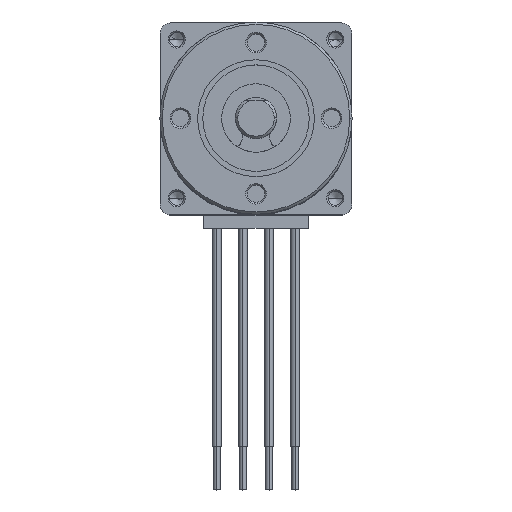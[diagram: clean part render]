
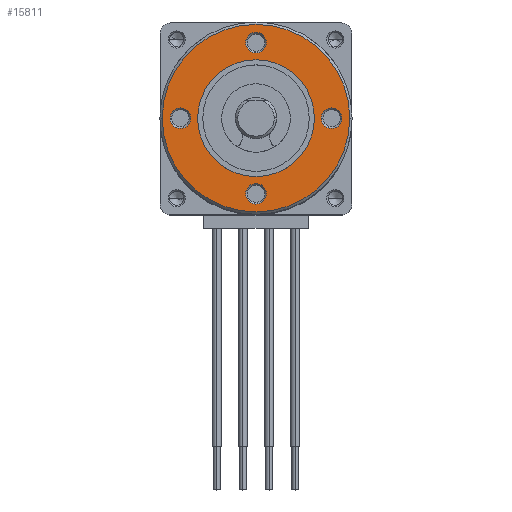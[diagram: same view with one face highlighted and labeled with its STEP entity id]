
A CAD part, top view. The second image highlights one B-rep face of the part: STEP entity #15811.
In plain terms, the highlighted planar face has unit normal (0, 0, 1).
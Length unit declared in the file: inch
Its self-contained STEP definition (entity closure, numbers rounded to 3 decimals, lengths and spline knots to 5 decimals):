
#54 = CIRCLE ( 'NONE', #99, 0.05906 ) ;
#99 = AXIS2_PLACEMENT_3D ( 'NONE', #5111, #5112, #5113 ) ;
#378 = AXIS2_PLACEMENT_3D ( 'NONE', #5888, #5889, #5890 ) ;
#380 = AXIS2_PLACEMENT_3D ( 'NONE', #5885, #5886, #5887 ) ;
#381 = CIRCLE ( 'NONE', #378, 0.33465 ) ;
#382 = AXIS2_PLACEMENT_3D ( 'NONE', #5882, #5883, #5884 ) ;
#383 = CIRCLE ( 'NONE', #380, 0.5374 ) ;
#384 = AXIS2_PLACEMENT_3D ( 'NONE', #5879, #5880, #5881 ) ;
#385 = CIRCLE ( 'NONE', #382, 0.05906 ) ;
#386 = AXIS2_PLACEMENT_3D ( 'NONE', #5876, #5877, #5878 ) ;
#387 = CIRCLE ( 'NONE', #384, 0.05906 ) ;
#388 = AXIS2_PLACEMENT_3D ( 'NONE', #5873, #5874, #5875 ) ;
#389 = CIRCLE ( 'NONE', #386, 0.05906 ) ;
#391 = CIRCLE ( 'NONE', #388, 0.05906 ) ;
#425 = AXIS2_PLACEMENT_3D ( 'NONE', #5266, #5267, #5268 ) ;
#429 = CIRCLE ( 'NONE', #425, 0.33465 ) ;
#481 = AXIS2_PLACEMENT_3D ( 'NONE', #5147, #5148, #5149 ) ;
#485 = CIRCLE ( 'NONE', #514, 0.05906 ) ;
#514 = AXIS2_PLACEMENT_3D ( 'NONE', #5090, #5091, #5092 ) ;
#527 = CIRCLE ( 'NONE', #481, 0.5374 ) ;
#543 = AXIS2_PLACEMENT_3D ( 'NONE', #5069, #5070, #5071 ) ;
#544 = AXIS2_PLACEMENT_3D ( 'NONE', #5132, #5133, #5134 ) ;
#572 = CIRCLE ( 'NONE', #544, 0.05906 ) ;
#573 = CIRCLE ( 'NONE', #543, 0.05906 ) ;
#1171 = CARTESIAN_POINT ( 'NONE',  ( -0.5374, 0., 0. ) ) ;
#1262 = CARTESIAN_POINT ( 'NONE',  ( 0.05906, 0.43307, 0. ) ) ;
#1308 = CARTESIAN_POINT ( 'NONE',  ( -0.37402, 0., 0. ) ) ;
#1312 = CARTESIAN_POINT ( 'NONE',  ( -0.49213, 0., 0. ) ) ;
#1314 = CARTESIAN_POINT ( 'NONE',  ( 0.5374, 0., 0. ) ) ;
#1353 = CARTESIAN_POINT ( 'NONE',  ( 0.05906, -0.43307, 0. ) ) ;
#1355 = CARTESIAN_POINT ( 'NONE',  ( -0.05906, -0.43307, 0. ) ) ;
#1418 = CARTESIAN_POINT ( 'NONE',  ( 0.49213, 0., 0. ) ) ;
#1419 = CARTESIAN_POINT ( 'NONE',  ( -0.05906, 0.43307, 0. ) ) ;
#1424 = CARTESIAN_POINT ( 'NONE',  ( -0.33465, 0., 0. ) ) ;
#1506 = CARTESIAN_POINT ( 'NONE',  ( 0.33465, 0., 0. ) ) ;
#1882 = CARTESIAN_POINT ( 'NONE',  ( 0.37402, 0., 0. ) ) ;
#3609 = FACE_BOUND ( 'NONE', #6588, .T. ) ;
#3624 = FACE_OUTER_BOUND ( 'NONE', #6584, .T. ) ;
#3625 = FACE_BOUND ( 'NONE', #6587, .T. ) ;
#3626 = FACE_BOUND ( 'NONE', #6586, .T. ) ;
#3627 = PLANE ( 'NONE',  #19049 ) ;
#3628 = FACE_BOUND ( 'NONE', #6583, .T. ) ;
#3630 = FACE_BOUND ( 'NONE', #6585, .T. ) ;
#3642 = CARTESIAN_POINT ( 'NONE',  ( 0., 0., 0. ) ) ;
#3643 = DIRECTION ( 'NONE',  ( 0., 0., 1. ) ) ;
#3644 = DIRECTION ( 'NONE',  ( 1., 0., 0. ) ) ;
#4478 = EDGE_CURVE ( 'NONE', #8009, #7778, #573, .T. ) ;
#4485 = EDGE_CURVE ( 'NONE', #10333, #8008, #485, .T. ) ;
#4492 = EDGE_CURVE ( 'NONE', #7918, #7915, #54, .T. ) ;
#4499 = EDGE_CURVE ( 'NONE', #7856, #7850, #572, .T. ) ;
#4504 = EDGE_CURVE ( 'NONE', #7858, #7776, #527, .T. ) ;
#4543 = EDGE_CURVE ( 'NONE', #8096, #8014, #429, .T. ) ;
#4597 = EDGE_CURVE ( 'NONE', #7778, #8009, #391, .T. ) ;
#4598 = EDGE_CURVE ( 'NONE', #8008, #10333, #389, .T. ) ;
#4599 = EDGE_CURVE ( 'NONE', #7915, #7918, #387, .T. ) ;
#4600 = EDGE_CURVE ( 'NONE', #7850, #7856, #385, .T. ) ;
#4601 = EDGE_CURVE ( 'NONE', #7776, #7858, #383, .T. ) ;
#4602 = EDGE_CURVE ( 'NONE', #8014, #8096, #381, .T. ) ;
#5069 = CARTESIAN_POINT ( 'NONE',  ( 0., 0.43307, 0. ) ) ;
#5070 = DIRECTION ( 'NONE',  ( 0., 0., 1. ) ) ;
#5071 = DIRECTION ( 'NONE',  ( 1., 0., 0. ) ) ;
#5090 = CARTESIAN_POINT ( 'NONE',  ( 0.43307, 0., 0. ) ) ;
#5091 = DIRECTION ( 'NONE',  ( 0., 0., 1. ) ) ;
#5092 = DIRECTION ( 'NONE',  ( 1., 0., 0. ) ) ;
#5111 = CARTESIAN_POINT ( 'NONE',  ( 0., -0.43307, 0. ) ) ;
#5112 = DIRECTION ( 'NONE',  ( 0., 0., 1. ) ) ;
#5113 = DIRECTION ( 'NONE',  ( 1., 0., 0. ) ) ;
#5132 = CARTESIAN_POINT ( 'NONE',  ( -0.43307, 0., 0. ) ) ;
#5133 = DIRECTION ( 'NONE',  ( 0., 0., 1. ) ) ;
#5134 = DIRECTION ( 'NONE',  ( 1., 0., 0. ) ) ;
#5147 = CARTESIAN_POINT ( 'NONE',  ( 0., 0., 0. ) ) ;
#5148 = DIRECTION ( 'NONE',  ( 0., 0., 1. ) ) ;
#5149 = DIRECTION ( 'NONE',  ( 1., 0., 0. ) ) ;
#5266 = CARTESIAN_POINT ( 'NONE',  ( 0., 0., 0. ) ) ;
#5267 = DIRECTION ( 'NONE',  ( 0., 0., 1. ) ) ;
#5268 = DIRECTION ( 'NONE',  ( 1., 0., 0. ) ) ;
#5873 = CARTESIAN_POINT ( 'NONE',  ( 0., 0.43307, 0. ) ) ;
#5874 = DIRECTION ( 'NONE',  ( 0., 0., 1. ) ) ;
#5875 = DIRECTION ( 'NONE',  ( 1., 0., 0. ) ) ;
#5876 = CARTESIAN_POINT ( 'NONE',  ( 0.43307, 0., 0. ) ) ;
#5877 = DIRECTION ( 'NONE',  ( 0., 0., 1. ) ) ;
#5878 = DIRECTION ( 'NONE',  ( 1., 0., 0. ) ) ;
#5879 = CARTESIAN_POINT ( 'NONE',  ( 0., -0.43307, 0. ) ) ;
#5880 = DIRECTION ( 'NONE',  ( 0., 0., 1. ) ) ;
#5881 = DIRECTION ( 'NONE',  ( 1., 0., 0. ) ) ;
#5882 = CARTESIAN_POINT ( 'NONE',  ( -0.43307, 0., 0. ) ) ;
#5883 = DIRECTION ( 'NONE',  ( 0., 0., 1. ) ) ;
#5884 = DIRECTION ( 'NONE',  ( 1., 0., 0. ) ) ;
#5885 = CARTESIAN_POINT ( 'NONE',  ( 0., 0., 0. ) ) ;
#5886 = DIRECTION ( 'NONE',  ( 0., 0., 1. ) ) ;
#5887 = DIRECTION ( 'NONE',  ( 1., 0., 0. ) ) ;
#5888 = CARTESIAN_POINT ( 'NONE',  ( 0., 0., 0. ) ) ;
#5889 = DIRECTION ( 'NONE',  ( 0., 0., 1. ) ) ;
#5890 = DIRECTION ( 'NONE',  ( 1., 0., 0. ) ) ;
#5976 = ORIENTED_EDGE ( 'NONE', *, *, #4543, .F. ) ;
#5977 = ORIENTED_EDGE ( 'NONE', *, *, #4602, .F. ) ;
#5978 = ORIENTED_EDGE ( 'NONE', *, *, #4504, .T. ) ;
#5979 = ORIENTED_EDGE ( 'NONE', *, *, #4601, .T. ) ;
#5980 = ORIENTED_EDGE ( 'NONE', *, *, #4499, .F. ) ;
#5981 = ORIENTED_EDGE ( 'NONE', *, *, #4600, .F. ) ;
#5982 = ORIENTED_EDGE ( 'NONE', *, *, #4492, .F. ) ;
#5983 = ORIENTED_EDGE ( 'NONE', *, *, #4599, .F. ) ;
#5984 = ORIENTED_EDGE ( 'NONE', *, *, #4485, .F. ) ;
#5985 = ORIENTED_EDGE ( 'NONE', *, *, #4598, .F. ) ;
#5986 = ORIENTED_EDGE ( 'NONE', *, *, #4478, .F. ) ;
#5987 = ORIENTED_EDGE ( 'NONE', *, *, #4597, .F. ) ;
#6583 = EDGE_LOOP ( 'NONE', ( #5983, #5982 ) ) ;
#6584 = EDGE_LOOP ( 'NONE', ( #5979, #5978 ) ) ;
#6585 = EDGE_LOOP ( 'NONE', ( #5981, #5980 ) ) ;
#6586 = EDGE_LOOP ( 'NONE', ( #5977, #5976 ) ) ;
#6587 = EDGE_LOOP ( 'NONE', ( #5987, #5986 ) ) ;
#6588 = EDGE_LOOP ( 'NONE', ( #5985, #5984 ) ) ;
#7776 = VERTEX_POINT ( 'NONE', #1171 ) ;
#7778 = VERTEX_POINT ( 'NONE', #1262 ) ;
#7850 = VERTEX_POINT ( 'NONE', #1308 ) ;
#7856 = VERTEX_POINT ( 'NONE', #1312 ) ;
#7858 = VERTEX_POINT ( 'NONE', #1314 ) ;
#7915 = VERTEX_POINT ( 'NONE', #1353 ) ;
#7918 = VERTEX_POINT ( 'NONE', #1355 ) ;
#8008 = VERTEX_POINT ( 'NONE', #1418 ) ;
#8009 = VERTEX_POINT ( 'NONE', #1419 ) ;
#8014 = VERTEX_POINT ( 'NONE', #1424 ) ;
#8096 = VERTEX_POINT ( 'NONE', #1506 ) ;
#10333 = VERTEX_POINT ( 'NONE', #1882 ) ;
#15811 = ADVANCED_FACE ( 'NONE', ( #3625, #3609, #3628, #3630, #3624, #3626 ), #3627, .T. ) ;
#19049 = AXIS2_PLACEMENT_3D ( 'NONE', #3642, #3643, #3644 ) ;
